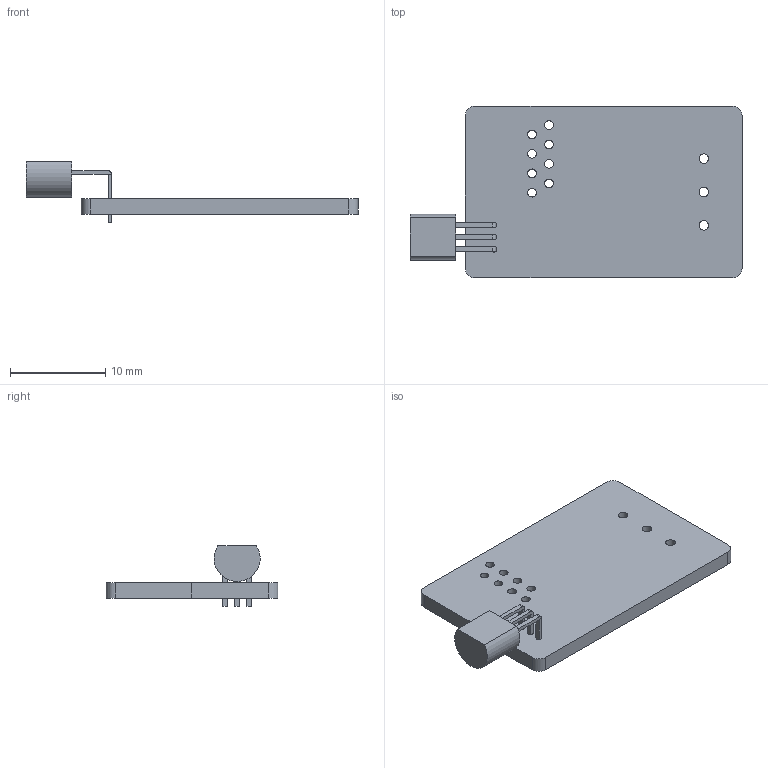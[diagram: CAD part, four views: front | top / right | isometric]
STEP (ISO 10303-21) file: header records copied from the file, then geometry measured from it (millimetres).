
FILE_DESCRIPTION(('KiCad electronic assembly'),'2;1');
FILE_NAME('BoSL Probe.step','2020-09-06T18:43:11',('An Author'),( 'A Company'),'Open CASCADE STEP processor 6.9', 'KiCad to STEP converter','Unknown');
FILE_SCHEMA(('AUTOMOTIVE_DESIGN { 1 0 10303 214 1 1 1 1 }'));
Length unit declared in the file: millimetre
Products named in the file (5): Open CASCADE STEP translator 6.9 1; MS5803; TO-92_Inline_Horizontal2; SOLID; COMPOUND
Assembly tree (4 placements, depth 3):
  Open CASCADE STEP translator 6.9 1
    MS5803
    TO-92_Inline_Horizontal2
      SOLID
    COMPOUND
Bounding box: 34.8 x 18 x 6.33 mm (x, y, z)
Volume: 898.7 mm3; surface area: 1380.5 mm2
Topology: 2 solids, 2 shells, 62 faces, 153 edges, 98 vertices
Faces by surface type: plane 40, cylinder 22
Full cylindrical faces by diameter (mm): 0.6 x3, 0.9 x8, 1 x3
Entity records: 4290 total; most frequent: CARTESIAN_POINT 702, DIRECTION 630, LINE 369, VECTOR 369, ORIENTED_EDGE 306, PCURVE 306, DEFINITIONAL_REPRESENTATION 306, EDGE_CURVE 153
